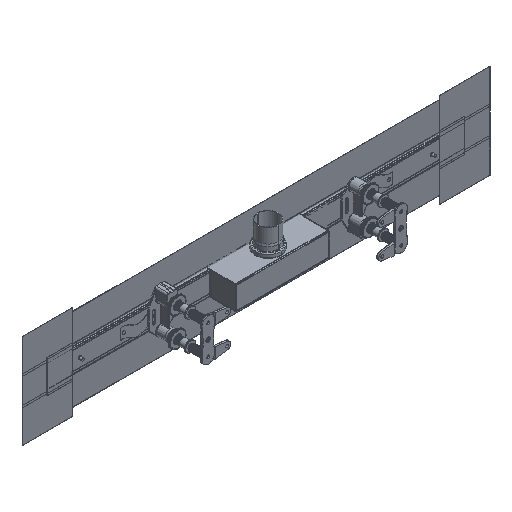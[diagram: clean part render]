
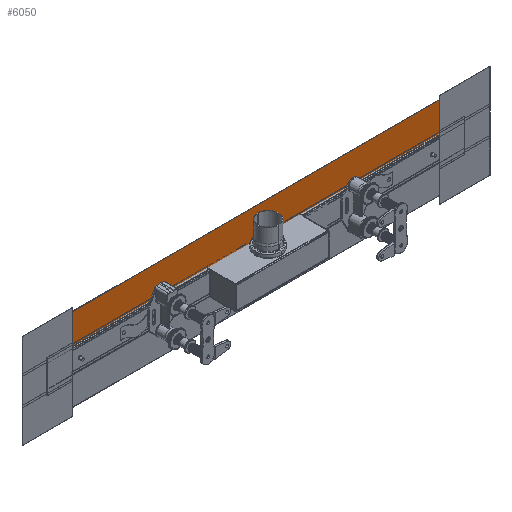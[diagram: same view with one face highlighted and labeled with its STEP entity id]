
A CAD part, isometric view. The second image highlights one B-rep face of the part: STEP entity #6050.
In plain terms, the highlighted planar face has unit normal (0, -1, 0).
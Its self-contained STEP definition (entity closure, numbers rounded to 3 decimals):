
#6011=CARTESIAN_POINT('Axis2P3D Location',(0.,0.,0.)) ;
#6016=CARTESIAN_POINT('Line Origine',(0.,0.,-83.)) ;
#6020=CARTESIAN_POINT('Vertex',(500.,0.,-83.)) ;
#6022=CARTESIAN_POINT('Vertex',(-500.,0.,-83.)) ;
#6025=CARTESIAN_POINT('Line Origine',(500.,0.,-38.)) ;
#6029=CARTESIAN_POINT('Vertex',(500.,0.,7.)) ;
#6032=CARTESIAN_POINT('Line Origine',(0.,0.,7.)) ;
#6036=CARTESIAN_POINT('Vertex',(-500.,0.,7.)) ;
#6039=CARTESIAN_POINT('Line Origine',(-500.,0.,-38.)) ;
#6018=VECTOR('Line Direction',#6017,1.) ;
#6027=VECTOR('Line Direction',#6026,1.) ;
#6034=VECTOR('Line Direction',#6033,1.) ;
#6041=VECTOR('Line Direction',#6040,1.) ;
#6012=DIRECTION('Axis2P3D Direction',(-0.,1.,0.)) ;
#6013=DIRECTION('Axis2P3D XDirection',(1.,0.,0.)) ;
#6017=DIRECTION('Vector Direction',(-1.,0.,0.)) ;
#6026=DIRECTION('Vector Direction',(0.,0.,1.)) ;
#6033=DIRECTION('Vector Direction',(1.,0.,0.)) ;
#6040=DIRECTION('Vector Direction',(0.,0.,-1.)) ;
#6014=AXIS2_PLACEMENT_3D('Plane Axis2P3D',#6011,#6012,#6013) ;
#6019=LINE('Line',#6016,#6018) ;
#6028=LINE('Line',#6025,#6027) ;
#6035=LINE('Line',#6032,#6034) ;
#6042=LINE('Line',#6039,#6041) ;
#6015=PLANE('',#6014) ;
#6024=EDGE_CURVE('',#6021,#6023,#6019,.T.) ;
#6031=EDGE_CURVE('',#6021,#6030,#6028,.T.) ;
#6038=EDGE_CURVE('',#6037,#6030,#6035,.T.) ;
#6043=EDGE_CURVE('',#6037,#6023,#6042,.T.) ;
#6045=ORIENTED_EDGE('',*,*,#6024,.F.) ;
#6046=ORIENTED_EDGE('',*,*,#6031,.T.) ;
#6047=ORIENTED_EDGE('',*,*,#6038,.F.) ;
#6048=ORIENTED_EDGE('',*,*,#6043,.T.) ;
#6044=EDGE_LOOP('',(#6045,#6046,#6047,#6048)) ;
#6021=VERTEX_POINT('',#6020) ;
#6023=VERTEX_POINT('',#6022) ;
#6030=VERTEX_POINT('',#6029) ;
#6037=VERTEX_POINT('',#6036) ;
#6050=ADVANCED_FACE('Hauptk\X2\00F6\X0\rper',(#6049),#6015,.F.) ;
#6049=FACE_OUTER_BOUND('',#6044,.T.) ;
